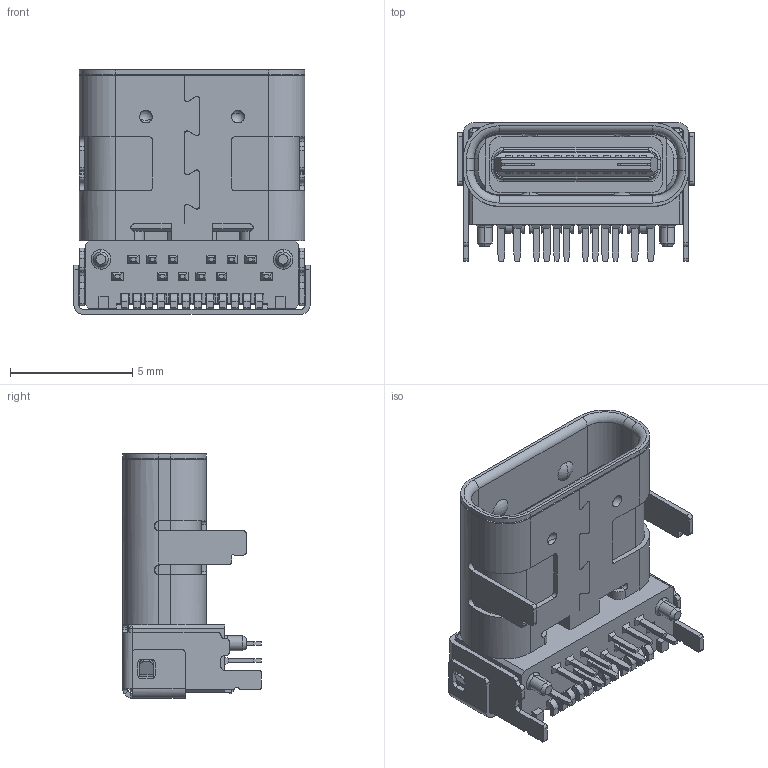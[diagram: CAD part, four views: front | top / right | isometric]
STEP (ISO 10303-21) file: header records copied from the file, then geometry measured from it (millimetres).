
FILE_DESCRIPTION (( 'STEP AP203' ), '1' );
FILE_NAME ('UJ31-CH-G2-SMT-TR.STEP', '2021-02-17T06:57:37', ( 'Admin' ), ( '' ), 'SwSTEP 2.0', 'SolidWorks 2018', '' );
FILE_SCHEMA (( 'CONFIG_CONTROL_DESIGN' ));
Length unit declared in the file: inch
Products named in the file (1): UJ31-CH-G2-SMT-TR
Bounding box: 9.71 x 5.66 x 10 mm (x, y, z)
Volume: 199.9 mm3; surface area: 1069 mm2
Topology: 1 solids, 90 shells, 1698 faces, 4368 edges, 2844 vertices
Faces by surface type: plane 1305, cylinder 294, cone 36, torus 22, bspline 21, sphere 20
Entity records: 52634 total; most frequent: CARTESIAN_POINT 12058, ORIENTED_EDGE 8720, DIRECTION 7632, EDGE_CURVE 4360, VECTOR 3444, LINE 3444, VERTEX_POINT 2843, AXIS2_PLACEMENT_3D 2094
